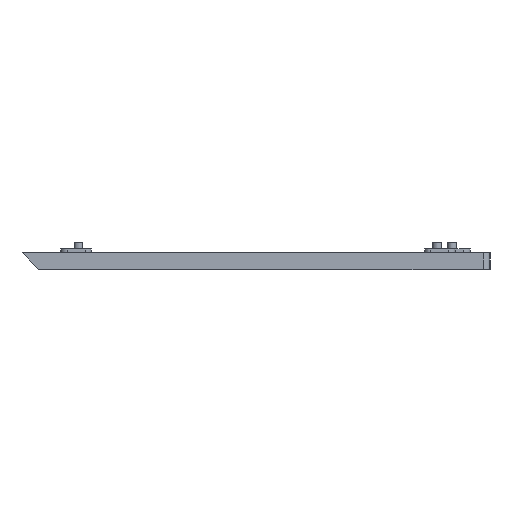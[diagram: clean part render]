
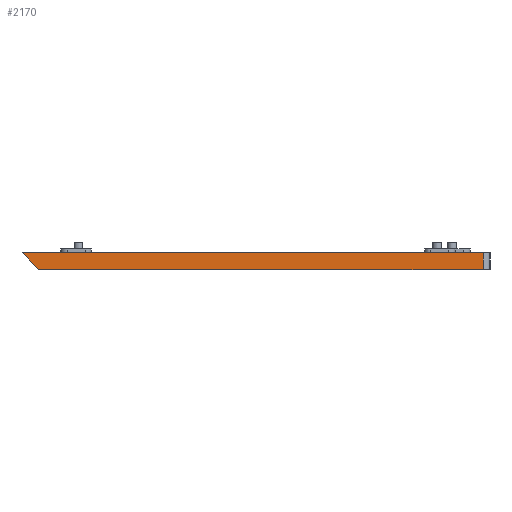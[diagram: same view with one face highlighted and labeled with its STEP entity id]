
A CAD part, left-side view. The second image highlights one B-rep face of the part: STEP entity #2170.
In plain terms, the highlighted planar face has unit normal (-1, 0, 0).
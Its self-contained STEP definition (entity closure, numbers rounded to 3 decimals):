
#50=PLANE('',#2329);
#115=FACE_OUTER_BOUND('',#248,.T.);
#248=EDGE_LOOP('',(#1493,#1494,#1495,#1496));
#400=LINE('',#3299,#596);
#410=LINE('',#3347,#606);
#412=LINE('',#3351,#608);
#413=LINE('',#3352,#609);
#596=VECTOR('',#2586,10.);
#606=VECTOR('',#2626,10.);
#608=VECTOR('',#2630,10.);
#609=VECTOR('',#2631,10.);
#921=VERTEX_POINT('',#3296);
#922=VERTEX_POINT('',#3298);
#945=VERTEX_POINT('',#3345);
#946=VERTEX_POINT('',#3350);
#1139=EDGE_CURVE('',#922,#921,#400,.T.);
#1163=EDGE_CURVE('',#945,#921,#410,.T.);
#1165=EDGE_CURVE('',#945,#946,#412,.T.);
#1166=EDGE_CURVE('',#946,#922,#413,.T.);
#1493=ORIENTED_EDGE('',*,*,#1163,.F.);
#1494=ORIENTED_EDGE('',*,*,#1165,.T.);
#1495=ORIENTED_EDGE('',*,*,#1166,.T.);
#1496=ORIENTED_EDGE('',*,*,#1139,.T.);
#2170=ADVANCED_FACE('',(#115),#50,.T.);
#2329=AXIS2_PLACEMENT_3D('',#3349,#2628,#2629);
#2586=DIRECTION('',(0.,-1.,0.));
#2626=DIRECTION('',(0.,0.,-1.));
#2628=DIRECTION('center_axis',(-1.,0.,0.));
#2629=DIRECTION('ref_axis',(0.,0.,1.));
#2630=DIRECTION('',(0.,1.,0.));
#2631=DIRECTION('',(0.,-0.699,-0.716));
#3296=CARTESIAN_POINT('',(-7.906,-16.542,-8.2));
#3298=CARTESIAN_POINT('',(-7.906,124.762,-8.2));
#3299=CARTESIAN_POINT('',(-7.906,11.452,-8.2));
#3345=CARTESIAN_POINT('',(-7.906,-16.542,-2.8));
#3347=CARTESIAN_POINT('',(-7.906,-16.542,-1.));
#3349=CARTESIAN_POINT('Origin',(-7.906,-32.742,-1.));
#3350=CARTESIAN_POINT('',(-7.906,130.033,-2.8));
#3351=CARTESIAN_POINT('',(-7.906,7.952,-2.8));
#3352=CARTESIAN_POINT('',(-7.906,86.67,-47.221));
